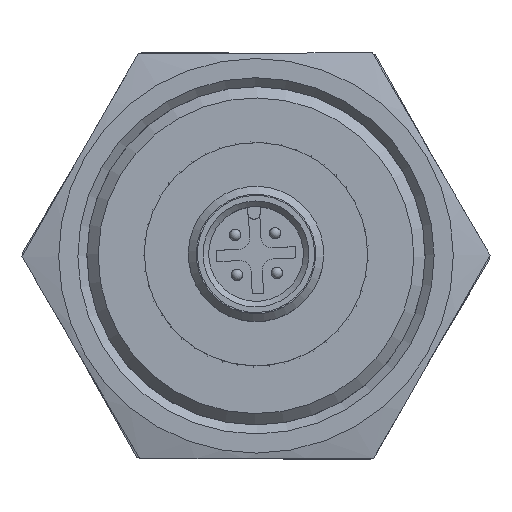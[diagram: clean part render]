
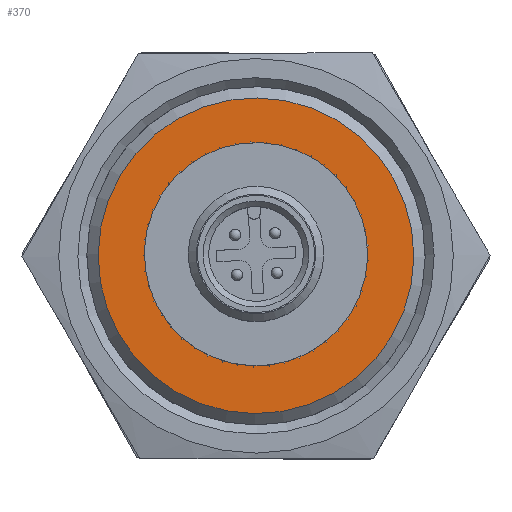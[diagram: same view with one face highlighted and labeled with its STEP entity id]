
A CAD part, top view. The second image highlights one B-rep face of the part: STEP entity #370.
In plain terms, the highlighted planar face has unit normal (0, 0, 1).
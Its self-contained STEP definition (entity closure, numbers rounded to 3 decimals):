
#339=CARTESIAN_POINT('',(-3.5,0.031,25.4));
#340=VERTEX_POINT('',#339);
#341=CARTESIAN_POINT('',(0.,0.,25.4));
#342=DIRECTION('',(0.,0.,1.));
#343=DIRECTION('',(1.,-0.009,0.));
#344=AXIS2_PLACEMENT_3D('',#341,#342,#343);
#345=CIRCLE('',#344,3.5);
#346=EDGE_CURVE('',#340,#340,#345,.T.);
#351=CARTESIAN_POINT('',(0.,0.,25.4));
#352=DIRECTION('',(0.0,0.0,1.0));
#353=DIRECTION('',(1.,-0.009,0.0));
#354=AXIS2_PLACEMENT_3D('',#351,#352,#353);
#355=PLANE('',#354);
#356=CARTESIAN_POINT('',(-13.999,0.123,25.4));
#357=VERTEX_POINT('',#356);
#358=CARTESIAN_POINT('',(0.,0.,25.4));
#359=DIRECTION('',(0.,0.,-1.));
#360=DIRECTION('',(1.,-0.009,0.));
#361=AXIS2_PLACEMENT_3D('',#358,#359,#360);
#362=CIRCLE('',#361,14.);
#363=EDGE_CURVE('',#357,#357,#362,.T.);
#364=ORIENTED_EDGE('',*,*,#363,.F.);
#365=EDGE_LOOP('',(#364));
#366=FACE_OUTER_BOUND('',#365,.T.);
#367=ORIENTED_EDGE('',*,*,#346,.F.);
#368=EDGE_LOOP('',(#367));
#369=FACE_BOUND('',#368,.T.);
#370=ADVANCED_FACE('',(#366,#369),#355,.T.);
